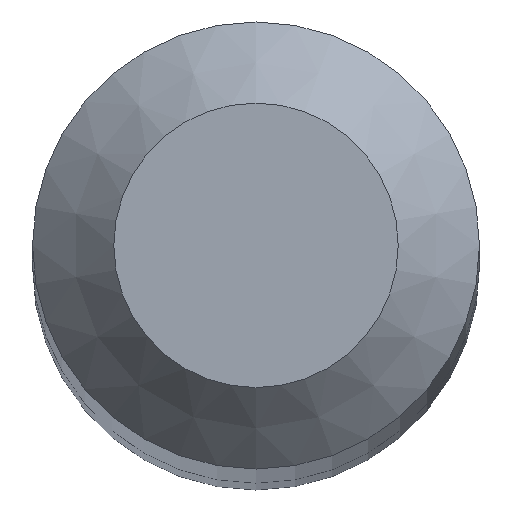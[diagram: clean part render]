
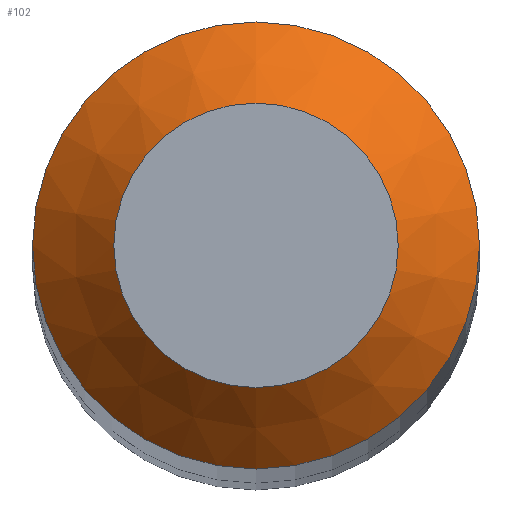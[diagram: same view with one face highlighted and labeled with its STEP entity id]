
A CAD part, top view. The second image highlights one B-rep face of the part: STEP entity #102.
In plain terms, the highlighted conical face has half-angle 45 degrees and reference radius 0.35 mm.
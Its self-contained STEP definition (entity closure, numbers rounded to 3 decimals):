
#17 = DIRECTION ( 'NONE',  ( 0., 1., 0. ) ) ;
#34 = DIRECTION ( 'NONE',  ( 0., 0., -1. ) ) ;
#36 = CONICAL_SURFACE ( 'NONE', #156, 0.35, 0.785 ) ;
#37 = CARTESIAN_POINT ( 'NONE',  ( 0., 0.35, 30. ) ) ;
#45 = DIRECTION ( 'NONE',  ( 0., 0., -1. ) ) ;
#55 = DIRECTION ( 'NONE',  ( 0., 0., -1. ) ) ;
#70 = EDGE_LOOP ( 'NONE', ( #139 ) ) ;
#75 = VERTEX_POINT ( 'NONE', #177 ) ;
#78 = AXIS2_PLACEMENT_3D ( 'NONE', #174, #34, #159 ) ;
#87 = CIRCLE ( 'NONE', #78, 0.35 ) ;
#102 = ADVANCED_FACE ( 'NONE', ( #158, #161 ), #36, .T. ) ;
#105 = EDGE_CURVE ( 'NONE', #176, #176, #87, .T. ) ;
#110 = CARTESIAN_POINT ( 'NONE',  ( 0., 0., 30. ) ) ;
#114 = CARTESIAN_POINT ( 'NONE',  ( 0., 0., 29.8 ) ) ;
#139 = ORIENTED_EDGE ( 'NONE', *, *, #178, .F. ) ;
#154 = ORIENTED_EDGE ( 'NONE', *, *, #105, .T. ) ;
#156 = AXIS2_PLACEMENT_3D ( 'NONE', #110, #55, #172 ) ;
#158 = FACE_OUTER_BOUND ( 'NONE', #70, .T. ) ;
#159 = DIRECTION ( 'NONE',  ( 0., 1., 0. ) ) ;
#161 = FACE_BOUND ( 'NONE', #186, .T. ) ;
#172 = DIRECTION ( 'NONE',  ( 0., 1., 0. ) ) ;
#173 = AXIS2_PLACEMENT_3D ( 'NONE', #114, #45, #17 ) ;
#174 = CARTESIAN_POINT ( 'NONE',  ( 0., 0., 30. ) ) ;
#176 = VERTEX_POINT ( 'NONE', #37 ) ;
#177 = CARTESIAN_POINT ( 'NONE',  ( 0., 0.55, 29.8 ) ) ;
#178 = EDGE_CURVE ( 'NONE', #75, #75, #196, .T. ) ;
#186 = EDGE_LOOP ( 'NONE', ( #154 ) ) ;
#196 = CIRCLE ( 'NONE', #173, 0.55 ) ;
